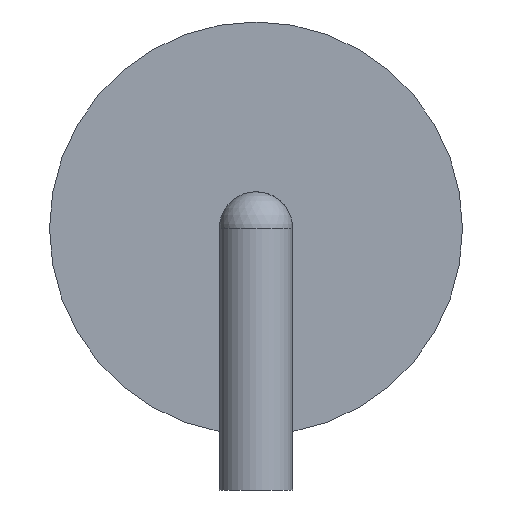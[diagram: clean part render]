
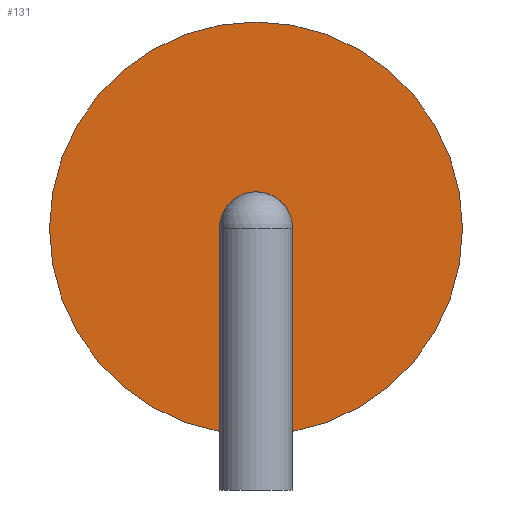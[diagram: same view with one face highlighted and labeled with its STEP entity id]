
A CAD part, left-side view. The second image highlights one B-rep face of the part: STEP entity #131.
In plain terms, the highlighted planar face has unit normal (-1, 0, 0).
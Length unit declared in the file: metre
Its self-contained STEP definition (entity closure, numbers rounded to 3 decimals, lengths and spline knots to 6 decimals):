
#103 = EDGE_CURVE( '', #220, #220, #221, .T. );
#131 = ADVANCED_FACE( '', ( #266 ), #267, .F. );
#220 = VERTEX_POINT( '', #368 );
#221 = CIRCLE( '', #369, 0.00225 );
#266 = FACE_OUTER_BOUND( '', #418, .T. );
#267 = PLANE( '', #419 );
#368 = CARTESIAN_POINT( '', ( -0.0055, 0., 0.0045 ) );
#369 = AXIS2_PLACEMENT_3D( '', #492, #493, #494 );
#418 = EDGE_LOOP( '', ( #557 ) );
#419 = AXIS2_PLACEMENT_3D( '', #558, #559, #560 );
#492 = CARTESIAN_POINT( '', ( -0.0055, 0., 0.00225 ) );
#493 = DIRECTION( '', ( 1., 0., 0. ) );
#494 = DIRECTION( '', ( 0., 0., 1. ) );
#557 = ORIENTED_EDGE( '', *, *, #103, .F. );
#558 = CARTESIAN_POINT( '', ( -0.0055, 0., 0.00225 ) );
#559 = DIRECTION( '', ( 1., 0., 0. ) );
#560 = DIRECTION( '', ( 0., 1., 0. ) );
